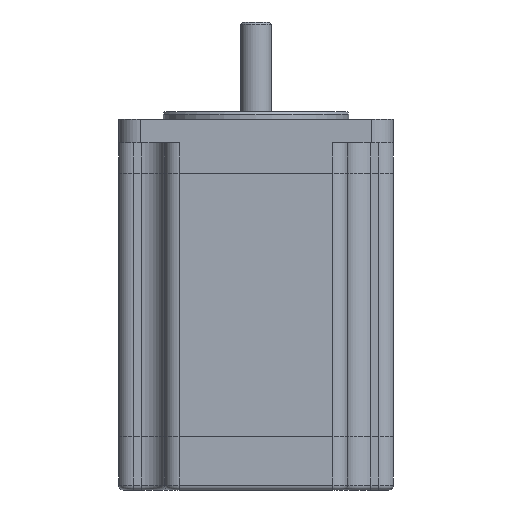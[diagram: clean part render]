
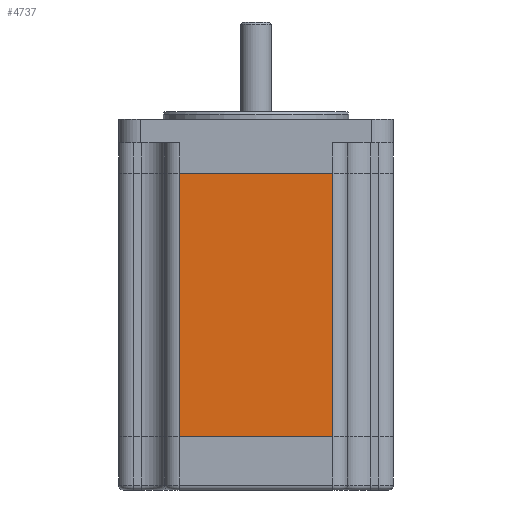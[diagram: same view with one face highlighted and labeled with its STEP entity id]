
A CAD part, front view. The second image highlights one B-rep face of the part: STEP entity #4737.
In plain terms, the highlighted planar face has unit normal (0, -1, 0).
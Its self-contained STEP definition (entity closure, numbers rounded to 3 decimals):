
#377 = CARTESIAN_POINT ( 'NONE',  ( -15.75, -28.2, -54. ) ) ;
#472 = VERTEX_POINT ( 'NONE', #681 ) ;
#540 = DIRECTION ( 'NONE',  ( 0., 1., 0. ) ) ;
#620 = EDGE_CURVE ( 'NONE', #472, #3288, #9943, .T. ) ;
#681 = CARTESIAN_POINT ( 'NONE',  ( 15.75, -28.2, -54. ) ) ;
#2080 = DIRECTION ( 'NONE',  ( 0., 0., 1. ) ) ;
#2120 = PLANE ( 'NONE',  #7647 ) ;
#2835 = FACE_OUTER_BOUND ( 'NONE', #4399, .T. ) ;
#2836 = CARTESIAN_POINT ( 'NONE',  ( 15.75, -28.2, -54. ) ) ;
#3091 = VERTEX_POINT ( 'NONE', #6393 ) ;
#3183 = EDGE_CURVE ( 'NONE', #3288, #3091, #10020, .T. ) ;
#3288 = VERTEX_POINT ( 'NONE', #3380 ) ;
#3380 = CARTESIAN_POINT ( 'NONE',  ( 15.75, -28.2, 0. ) ) ;
#4030 = VECTOR ( 'NONE', #8954, 1000. ) ;
#4122 = LINE ( 'NONE', #377, #10235 ) ;
#4272 = VERTEX_POINT ( 'NONE', #9275 ) ;
#4290 = DIRECTION ( 'NONE',  ( 0., 0., 1. ) ) ;
#4399 = EDGE_LOOP ( 'NONE', ( #4961, #6375, #9050, #7466 ) ) ;
#4444 = CARTESIAN_POINT ( 'NONE',  ( 15.75, -28.2, -54. ) ) ;
#4737 = ADVANCED_FACE ( 'NONE', ( #2835 ), #2120, .F. ) ;
#4818 = VECTOR ( 'NONE', #4290, 1000. ) ;
#4961 = ORIENTED_EDGE ( 'NONE', *, *, #3183, .T. ) ;
#5018 = CARTESIAN_POINT ( 'NONE',  ( 15.75, -28.2, 0. ) ) ;
#6208 = VECTOR ( 'NONE', #6975, 1000. ) ;
#6375 = ORIENTED_EDGE ( 'NONE', *, *, #9741, .F. ) ;
#6393 = CARTESIAN_POINT ( 'NONE',  ( -15.75, -28.2, 0. ) ) ;
#6975 = DIRECTION ( 'NONE',  ( -1., 0., 0. ) ) ;
#7044 = CARTESIAN_POINT ( 'NONE',  ( 15.75, -28.2, -54. ) ) ;
#7466 = ORIENTED_EDGE ( 'NONE', *, *, #620, .T. ) ;
#7647 = AXIS2_PLACEMENT_3D ( 'NONE', #4444, #540, #2080 ) ;
#7892 = EDGE_CURVE ( 'NONE', #472, #4272, #8820, .T. ) ;
#8820 = LINE ( 'NONE', #7044, #6208 ) ;
#8954 = DIRECTION ( 'NONE',  ( -1., 0., 0. ) ) ;
#9050 = ORIENTED_EDGE ( 'NONE', *, *, #7892, .F. ) ;
#9275 = CARTESIAN_POINT ( 'NONE',  ( -15.75, -28.2, -54. ) ) ;
#9741 = EDGE_CURVE ( 'NONE', #4272, #3091, #4122, .T. ) ;
#9929 = DIRECTION ( 'NONE',  ( 0., 0., 1. ) ) ;
#9943 = LINE ( 'NONE', #2836, #4818 ) ;
#10020 = LINE ( 'NONE', #5018, #4030 ) ;
#10235 = VECTOR ( 'NONE', #9929, 1000. ) ;
